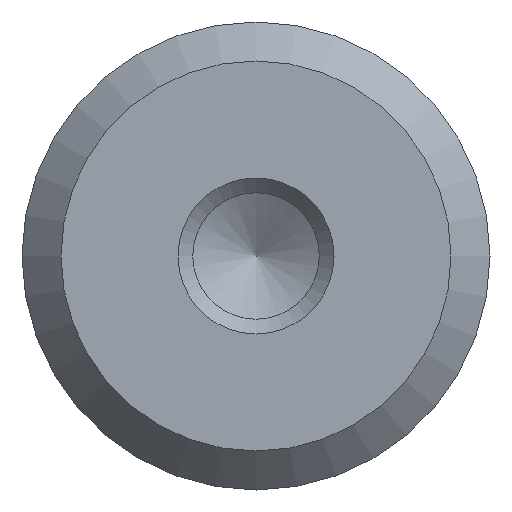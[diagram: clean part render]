
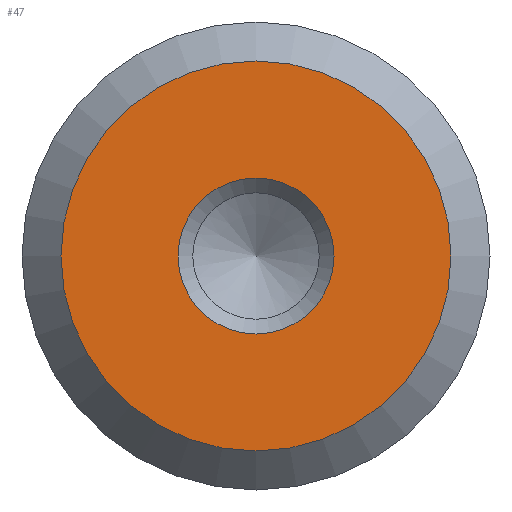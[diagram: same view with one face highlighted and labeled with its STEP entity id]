
A CAD part, front view. The second image highlights one B-rep face of the part: STEP entity #47.
In plain terms, the highlighted planar face has unit normal (0, -1, 0).
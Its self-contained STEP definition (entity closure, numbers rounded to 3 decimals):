
#47 = ADVANCED_FACE( '', ( #95, #96 ), #97, .F. );
#95 = FACE_BOUND( '', #137, .T. );
#96 = FACE_OUTER_BOUND( '', #138, .T. );
#97 = PLANE( '', #139 );
#137 = EDGE_LOOP( '', ( #187 ) );
#138 = EDGE_LOOP( '', ( #188 ) );
#139 = AXIS2_PLACEMENT_3D( '', #189, #190, #191 );
#187 = ORIENTED_EDGE( '', *, *, #214, .F. );
#188 = ORIENTED_EDGE( '', *, *, #212, .T. );
#189 = CARTESIAN_POINT( '', ( 5., 0., 0. ) );
#190 = DIRECTION( '', ( 0., 1., 0. ) );
#191 = DIRECTION( '', ( 0., 0., 1. ) );
#212 = EDGE_CURVE( '', #235, #235, #236, .T. );
#214 = EDGE_CURVE( '', #238, #238, #239, .T. );
#235 = VERTEX_POINT( '', #260 );
#236 = CIRCLE( '', #261, 5. );
#238 = VERTEX_POINT( '', #263 );
#239 = CIRCLE( '', #264, 2. );
#260 = CARTESIAN_POINT( '', ( 0., 0., -5. ) );
#261 = AXIS2_PLACEMENT_3D( '', #284, #285, #286 );
#263 = CARTESIAN_POINT( '', ( 0., 0., -2. ) );
#264 = AXIS2_PLACEMENT_3D( '', #287, #288, #289 );
#284 = CARTESIAN_POINT( '', ( 0., 0., 0. ) );
#285 = DIRECTION( '', ( 0., -1., 0. ) );
#286 = DIRECTION( '', ( 0., 0., -1. ) );
#287 = CARTESIAN_POINT( '', ( 0., 0., 0. ) );
#288 = DIRECTION( '', ( 0., -1., 0. ) );
#289 = DIRECTION( '', ( 0., 0., -1. ) );
